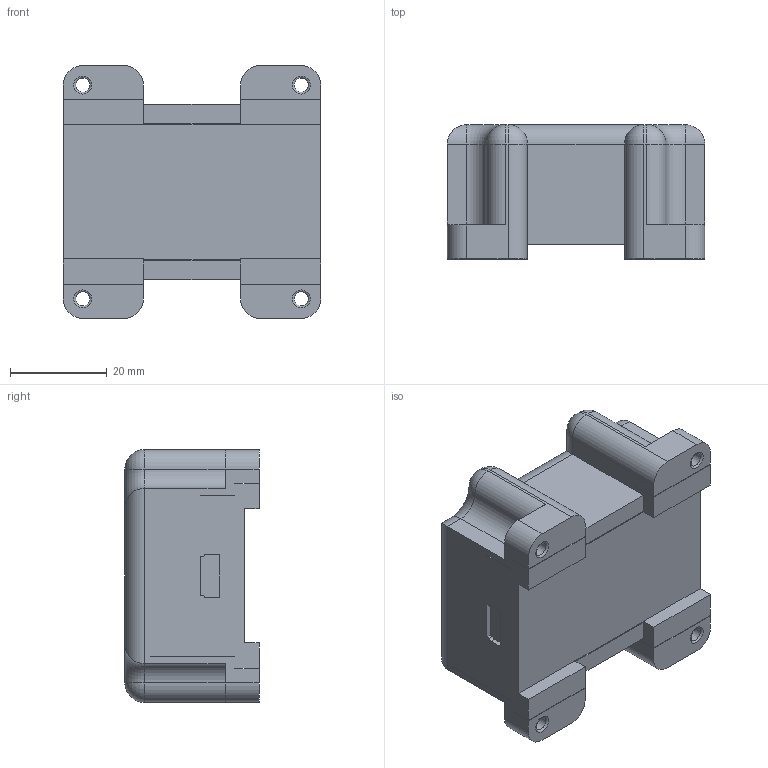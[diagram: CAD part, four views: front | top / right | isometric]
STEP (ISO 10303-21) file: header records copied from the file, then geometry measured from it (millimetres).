
FILE_DESCRIPTION (( 'STEP AP203' ), '1' );
FILE_NAME ('AS-CASE-LIT-01.STEP', '2022-10-10T11:07:25', ( '' ), ( '' ), 'SwSTEP 2.0', 'SolidWorks 2020', '' );
FILE_SCHEMA (( 'CONFIG_CONTROL_DESIGN' ));
Length unit declared in the file: millimetre
Products named in the file (1): AS-CASE-LIT-01
Bounding box: 53.1 x 27.7 x 52.1 mm (x, y, z)
Volume: 55939.2 mm3; surface area: 13484.6 mm2
Topology: 1 solids, 1 shells, 179 faces, 478 edges, 299 vertices
Faces by surface type: plane 123, cylinder 40, torus 8, sphere 8
Full cylindrical faces by diameter (mm): 2.9 x4
Entity records: 5433 total; most frequent: CARTESIAN_POINT 957, ORIENTED_EDGE 916, DIRECTION 886, EDGE_CURVE 458, LINE 374, VECTOR 374, VERTEX_POINT 295, AXIS2_PLACEMENT_3D 256
